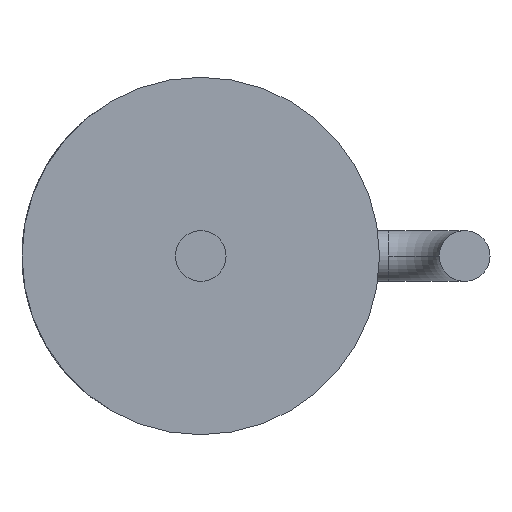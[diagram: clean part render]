
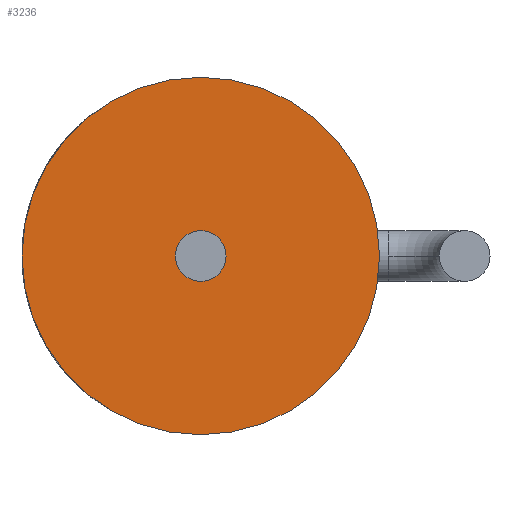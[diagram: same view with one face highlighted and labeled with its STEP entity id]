
A CAD part, front view. The second image highlights one B-rep face of the part: STEP entity #3236.
In plain terms, the highlighted planar face has unit normal (0, -1, 0).
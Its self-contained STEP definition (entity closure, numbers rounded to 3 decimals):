
#26 = DIRECTION ( 'NONE',  ( 0., 1., 0. ) ) ;
#54 = DIRECTION ( 'NONE',  ( 0., 0., 1. ) ) ;
#307 = CARTESIAN_POINT ( 'NONE',  ( 0., 2., 0. ) ) ;
#313 = PLANE ( 'NONE',  #3002 ) ;
#403 = EDGE_LOOP ( 'NONE', ( #3688, #3191 ) ) ;
#531 = AXIS2_PLACEMENT_3D ( 'NONE', #1215, #26, #4647 ) ;
#645 = ORIENTED_EDGE ( 'NONE', *, *, #4246, .F. ) ;
#773 = VERTEX_POINT ( 'NONE', #2763 ) ;
#830 = VERTEX_POINT ( 'NONE', #4024 ) ;
#860 = DIRECTION ( 'NONE',  ( 0., -1., 0. ) ) ;
#966 = CIRCLE ( 'NONE', #3888, 4.3 ) ;
#1075 = CARTESIAN_POINT ( 'NONE',  ( 0., 2., 0. ) ) ;
#1114 = EDGE_CURVE ( 'NONE', #1354, #830, #1626, .T. ) ;
#1215 = CARTESIAN_POINT ( 'NONE',  ( 0., 2., 0. ) ) ;
#1248 = VERTEX_POINT ( 'NONE', #3799 ) ;
#1354 = VERTEX_POINT ( 'NONE', #2083 ) ;
#1604 = CARTESIAN_POINT ( 'NONE',  ( 0., 2., 0. ) ) ;
#1626 = CIRCLE ( 'NONE', #531, 4.3 ) ;
#1728 = CIRCLE ( 'NONE', #3810, 0.61 ) ;
#1930 = DIRECTION ( 'NONE',  ( 0., 1., 0. ) ) ;
#2083 = CARTESIAN_POINT ( 'NONE',  ( 0., 2., 4.3 ) ) ;
#2093 = EDGE_CURVE ( 'NONE', #830, #1354, #966, .T. ) ;
#2189 = DIRECTION ( 'NONE',  ( 0., 1., 0. ) ) ;
#2539 = EDGE_CURVE ( 'NONE', #1248, #773, #4055, .T. ) ;
#2651 = AXIS2_PLACEMENT_3D ( 'NONE', #1604, #860, #54 ) ;
#2763 = CARTESIAN_POINT ( 'NONE',  ( -0.61, 2., 0. ) ) ;
#3002 = AXIS2_PLACEMENT_3D ( 'NONE', #1075, #1930, #5048 ) ;
#3045 = FACE_OUTER_BOUND ( 'NONE', #403, .T. ) ;
#3191 = ORIENTED_EDGE ( 'NONE', *, *, #1114, .F. ) ;
#3236 = ADVANCED_FACE ( 'NONE', ( #5032, #3045 ), #313, .F. ) ;
#3396 = CARTESIAN_POINT ( 'NONE',  ( 0., 2., 0. ) ) ;
#3484 = DIRECTION ( 'NONE',  ( 0., -1., 0. ) ) ;
#3688 = ORIENTED_EDGE ( 'NONE', *, *, #2093, .F. ) ;
#3771 = DIRECTION ( 'NONE',  ( 0., 0., 1. ) ) ;
#3799 = CARTESIAN_POINT ( 'NONE',  ( 0.61, 2., 0. ) ) ;
#3810 = AXIS2_PLACEMENT_3D ( 'NONE', #307, #3484, #5025 ) ;
#3888 = AXIS2_PLACEMENT_3D ( 'NONE', #3396, #2189, #3771 ) ;
#4010 = EDGE_LOOP ( 'NONE', ( #4905, #645 ) ) ;
#4024 = CARTESIAN_POINT ( 'NONE',  ( 0., 2., -4.3 ) ) ;
#4055 = CIRCLE ( 'NONE', #2651, 0.61 ) ;
#4246 = EDGE_CURVE ( 'NONE', #773, #1248, #1728, .T. ) ;
#4647 = DIRECTION ( 'NONE',  ( 0., 0., 1. ) ) ;
#4905 = ORIENTED_EDGE ( 'NONE', *, *, #2539, .F. ) ;
#5025 = DIRECTION ( 'NONE',  ( 0., 0., 1. ) ) ;
#5032 = FACE_BOUND ( 'NONE', #4010, .T. ) ;
#5048 = DIRECTION ( 'NONE',  ( 0., 0., 1. ) ) ;
